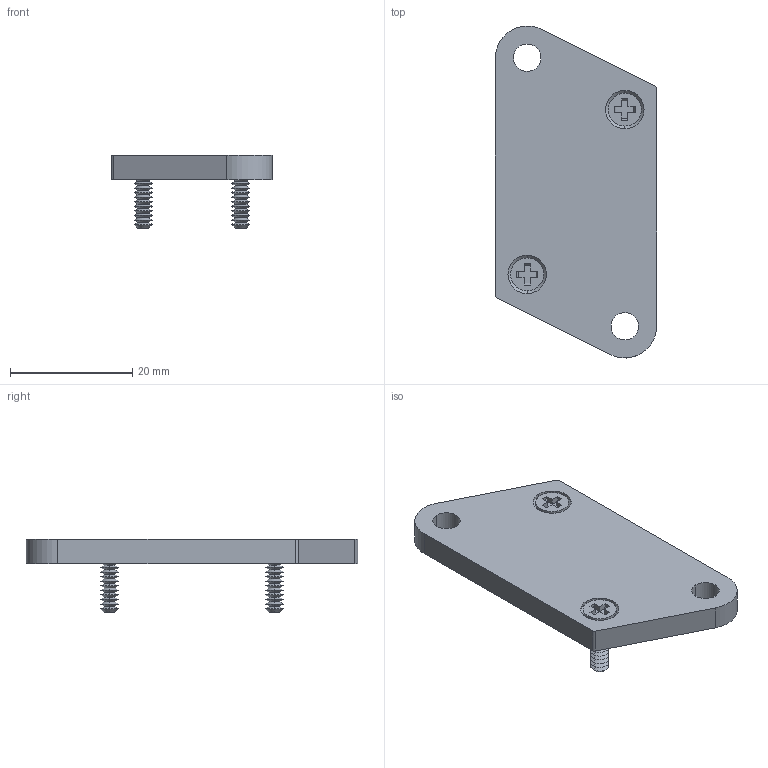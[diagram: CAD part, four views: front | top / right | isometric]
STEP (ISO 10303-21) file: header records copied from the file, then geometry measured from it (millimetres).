
FILE_DESCRIPTION (( 'STEP AP214' ), '1' );
FILE_NAME ('YPC-TMV410-P.STEP', '2020-04-07T06:25:26', ( '' ), ( '' ), 'SwSTEP 2.0', 'SolidWorks 2020', '' );
FILE_SCHEMA (( 'AUTOMOTIVE_DESIGN' ));
Length unit declared in the file: millimetre
Products named in the file (1): YPC-TMV410-P
Bounding box: 26.4 x 54.39 x 12 mm (x, y, z)
Volume: 4789.8 mm3; surface area: 3545.6 mm2
Topology: 3 solids, 3 shells, 181 faces, 399 edges, 226 vertices
Faces by surface type: cone 112, plane 44, cylinder 25
Entity records: 6926 total; most frequent: DIRECTION 917, CARTESIAN_POINT 807, ORIENTED_EDGE 798, EDGE_CURVE 399, AXIS2_PLACEMENT_3D 336, LINE 245, VECTOR 245, VERTEX_POINT 226
